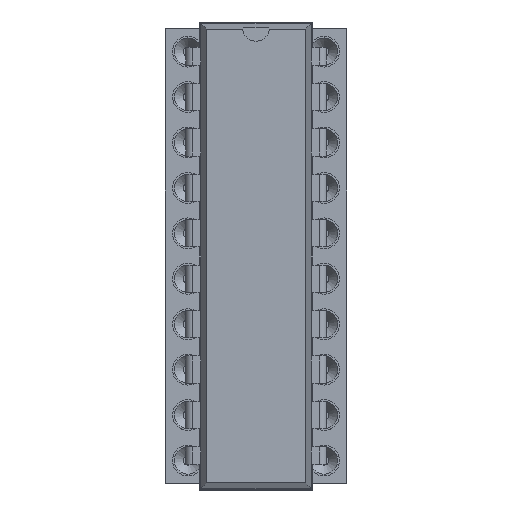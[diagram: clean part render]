
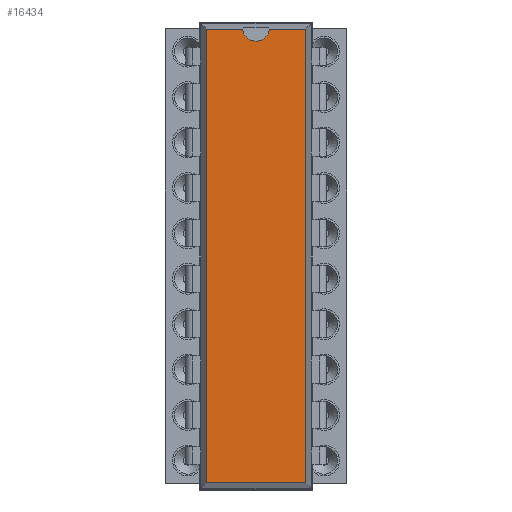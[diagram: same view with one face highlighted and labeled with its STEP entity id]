
A CAD part, top view. The second image highlights one B-rep face of the part: STEP entity #16434.
In plain terms, the highlighted planar face has unit normal (0, 0, 1).
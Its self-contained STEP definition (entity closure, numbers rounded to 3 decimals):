
#12080 = VERTEX_POINT('',#12081);
#12081 = CARTESIAN_POINT('',(6.586,1.252,3.68));
#12086 = EDGE_CURVE('',#12087,#12080,#12089,.T.);
#12087 = VERTEX_POINT('',#12088);
#12088 = CARTESIAN_POINT('',(6.586,-24.112,3.68));
#12089 = LINE('',#12090,#12091);
#12090 = CARTESIAN_POINT('',(6.586,-24.112,3.68));
#12091 = VECTOR('',#12092,1.);
#12092 = DIRECTION('',(0.,1.,0.));
#14046 = VERTEX_POINT('',#14047);
#14047 = CARTESIAN_POINT('',(1.034,1.252,3.68));
#14052 = EDGE_CURVE('',#14053,#14046,#14055,.T.);
#14053 = VERTEX_POINT('',#14054);
#14054 = CARTESIAN_POINT('',(3.064,1.252,3.68));
#14055 = LINE('',#14056,#14057);
#14056 = CARTESIAN_POINT('',(6.586,1.252,3.68));
#14057 = VECTOR('',#14058,1.);
#14058 = DIRECTION('',(-1.,0.,0.));
#14273 = VERTEX_POINT('',#14274);
#14274 = CARTESIAN_POINT('',(4.556,1.252,3.68));
#14378 = EDGE_CURVE('',#12080,#14273,#14379,.T.);
#14379 = LINE('',#14380,#14381);
#14380 = CARTESIAN_POINT('',(6.586,1.252,3.68));
#14381 = VECTOR('',#14382,1.);
#14382 = DIRECTION('',(-1.,0.,0.));
#14464 = VERTEX_POINT('',#14465);
#14465 = CARTESIAN_POINT('',(1.034,-24.112,3.68));
#14470 = EDGE_CURVE('',#14046,#14464,#14471,.T.);
#14471 = LINE('',#14472,#14473);
#14472 = CARTESIAN_POINT('',(1.034,1.252,3.68));
#14473 = VECTOR('',#14474,1.);
#14474 = DIRECTION('',(0.,-1.,0.));
#16423 = EDGE_CURVE('',#14464,#12087,#16424,.T.);
#16424 = LINE('',#16425,#16426);
#16425 = CARTESIAN_POINT('',(1.034,-24.112,3.68));
#16426 = VECTOR('',#16427,1.);
#16427 = DIRECTION('',(1.,0.,0.));
#16434 = ADVANCED_FACE('',(#16435),#16458,.F.);
#16435 = FACE_BOUND('',#16436,.F.);
#16436 = EDGE_LOOP('',(#16437,#16438,#16439,#16440,#16441,#16450,#16457)
  );
#16437 = ORIENTED_EDGE('',*,*,#12086,.F.);
#16438 = ORIENTED_EDGE('',*,*,#16423,.F.);
#16439 = ORIENTED_EDGE('',*,*,#14470,.F.);
#16440 = ORIENTED_EDGE('',*,*,#14052,.F.);
#16441 = ORIENTED_EDGE('',*,*,#16442,.F.);
#16442 = EDGE_CURVE('',#16443,#14053,#16445,.T.);
#16443 = VERTEX_POINT('',#16444);
#16444 = CARTESIAN_POINT('',(3.81,0.577,3.68));
#16445 = CIRCLE('',#16446,0.75);
#16446 = AXIS2_PLACEMENT_3D('',#16447,#16448,#16449);
#16447 = CARTESIAN_POINT('',(3.81,1.327,3.68));
#16448 = DIRECTION('',(0.,-0.,-1.));
#16449 = DIRECTION('',(0.,-1.,0.));
#16450 = ORIENTED_EDGE('',*,*,#16451,.F.);
#16451 = EDGE_CURVE('',#14273,#16443,#16452,.T.);
#16452 = CIRCLE('',#16453,0.75);
#16453 = AXIS2_PLACEMENT_3D('',#16454,#16455,#16456);
#16454 = CARTESIAN_POINT('',(3.81,1.327,3.68));
#16455 = DIRECTION('',(0.,-0.,-1.));
#16456 = DIRECTION('',(0.,-1.,0.));
#16457 = ORIENTED_EDGE('',*,*,#14378,.F.);
#16458 = PLANE('',#16459);
#16459 = AXIS2_PLACEMENT_3D('',#16460,#16461,#16462);
#16460 = CARTESIAN_POINT('',(6.586,-24.112,3.68));
#16461 = DIRECTION('',(-0.,0.,-1.));
#16462 = DIRECTION('',(-0.214,0.977,0.));
